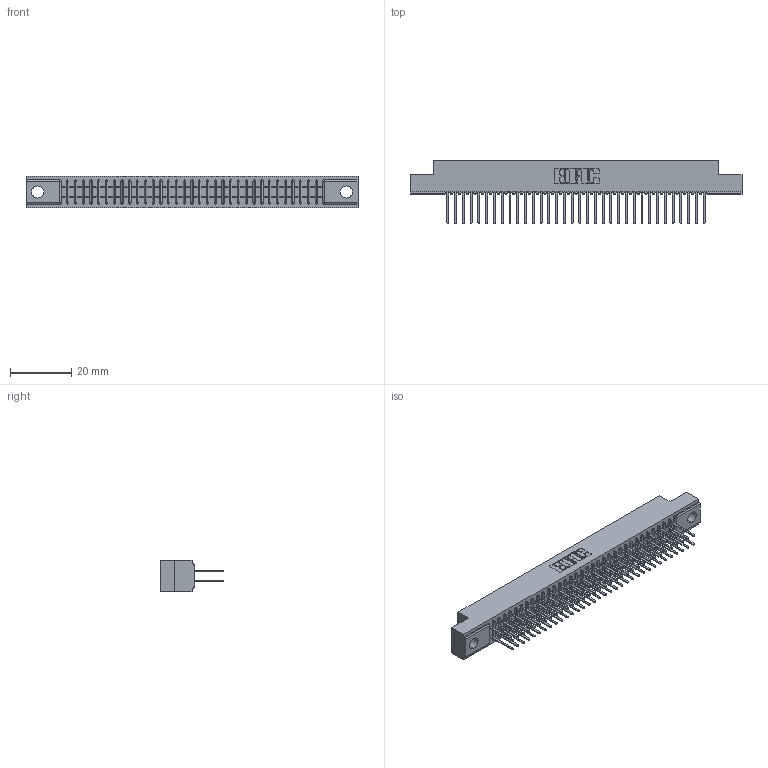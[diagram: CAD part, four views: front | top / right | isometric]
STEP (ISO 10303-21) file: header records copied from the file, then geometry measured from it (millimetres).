
FILE_DESCRIPTION (( 'STEP AP203' ), '1' );
FILE_NAME ('391-068-522-204.STEP', '2018-08-09T13:46:00', ( '' ), ( '' ), 'SwSTEP 2.0', 'SolidWorks 2016', '' );
FILE_SCHEMA (( 'CONFIG_CONTROL_DESIGN' ));
Length unit declared in the file: inch
Products named in the file (3): 341-292-001_341-292-122; 341 Part_.156 (3.96) Dia Mounting Holes; 391-068-522-204
Assembly tree (69 placements, depth 2):
  391-068-522-204
    341 Part_.156 (3.96) Dia Mounting Holes
    341-292-001_341-292-122  x68
Bounding box: 108.58 x 20.62 x 10.16 mm (x, y, z)
Volume: 7998.6 mm3; surface area: 14441.4 mm2
Topology: 69 solids, 69 shells, 4618 faces, 13374 edges, 8662 vertices
Faces by surface type: plane 2802, cylinder 1680, sphere 70, torus 66
Entity records: 42631 total; most frequent: CARTESIAN_POINT 7092, ORIENTED_EDGE 7044, DIRECTION 6880, EDGE_CURVE 3522, VECTOR 2844, LINE 2844, VERTEX_POINT 2230, AXIS2_PLACEMENT_3D 2018
